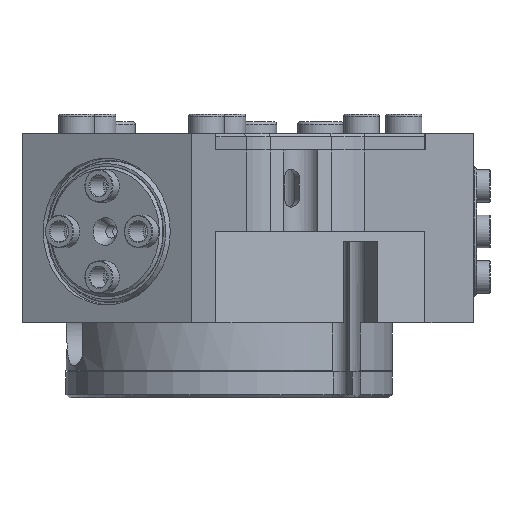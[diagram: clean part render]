
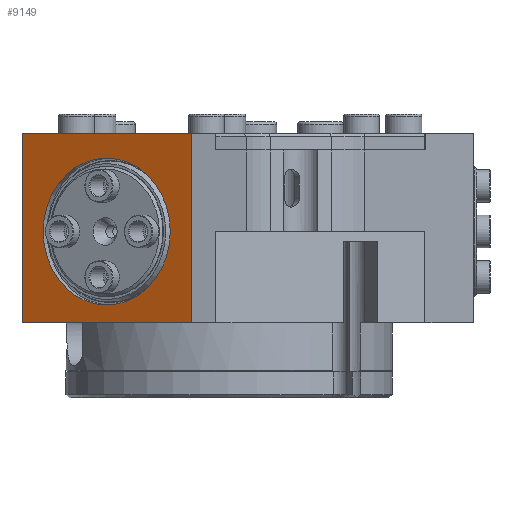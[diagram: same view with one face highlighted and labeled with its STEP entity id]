
A CAD part, front view. The second image highlights one B-rep face of the part: STEP entity #9149.
In plain terms, the highlighted planar face has unit normal (-0.5, -0.866, 0).
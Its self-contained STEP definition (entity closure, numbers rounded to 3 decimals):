
#618=FACE_BOUND('',#1838,.T.);
#826=PLANE('',#10019);
#1274=FACE_OUTER_BOUND('',#1837,.T.);
#1837=EDGE_LOOP('',(#7030,#7031,#7032,#7033));
#1838=EDGE_LOOP('',(#7034));
#2509=LINE('',#14104,#3188);
#2516=LINE('',#14117,#3195);
#2566=LINE('',#14259,#3245);
#2602=LINE('',#14444,#3281);
#3188=VECTOR('',#11218,10.);
#3195=VECTOR('',#11229,10.);
#3245=VECTOR('',#11343,10.);
#3281=VECTOR('',#11503,10.);
#3768=CIRCLE('',#9877,11.25);
#4276=VERTEX_POINT('',#13952);
#4331=VERTEX_POINT('',#14101);
#4332=VERTEX_POINT('',#14103);
#4336=VERTEX_POINT('',#14115);
#4390=VERTEX_POINT('',#14258);
#5199=EDGE_CURVE('',#4276,#4276,#3768,.T.);
#5271=EDGE_CURVE('',#4331,#4332,#2509,.T.);
#5278=EDGE_CURVE('',#4336,#4331,#2516,.T.);
#5346=EDGE_CURVE('',#4332,#4390,#2566,.T.);
#5425=EDGE_CURVE('',#4390,#4336,#2602,.T.);
#7030=ORIENTED_EDGE('',*,*,#5278,.F.);
#7031=ORIENTED_EDGE('',*,*,#5425,.F.);
#7032=ORIENTED_EDGE('',*,*,#5346,.F.);
#7033=ORIENTED_EDGE('',*,*,#5271,.F.);
#7034=ORIENTED_EDGE('',*,*,#5199,.T.);
#9149=ADVANCED_FACE('',(#1274,#618),#826,.T.);
#9877=AXIS2_PLACEMENT_3D('',#13954,#11078,#11079);
#10019=AXIS2_PLACEMENT_3D('',#14445,#11504,#11505);
#11078=DIRECTION('center_axis',(0.5,0.866,0.));
#11079=DIRECTION('ref_axis',(0.,0.,1.));
#11218=DIRECTION('',(0.,0.,-1.));
#11229=DIRECTION('',(0.866,-0.5,0.));
#11343=DIRECTION('',(-0.866,0.5,0.));
#11503=DIRECTION('',(0.,0.,1.));
#11504=DIRECTION('center_axis',(-0.5,-0.866,0.));
#11505=DIRECTION('ref_axis',(0.,0.,-1.));
#13952=CARTESIAN_POINT('',(-18.75,-32.476,10.25));
#13954=CARTESIAN_POINT('Origin',(-18.75,-32.476,21.5));
#14101=CARTESIAN_POINT('',(-5.76,-39.976,36.5));
#14103=CARTESIAN_POINT('',(-5.76,-39.976,7.5));
#14104=CARTESIAN_POINT('',(-5.76,-39.976,36.5));
#14115=CARTESIAN_POINT('',(-31.74,-24.976,36.5));
#14117=CARTESIAN_POINT('',(-31.74,-24.976,36.5));
#14258=CARTESIAN_POINT('',(-31.74,-24.976,7.5));
#14259=CARTESIAN_POINT('',(-5.76,-39.976,7.5));
#14444=CARTESIAN_POINT('',(-31.74,-24.976,7.5));
#14445=CARTESIAN_POINT('Origin',(-18.75,-32.476,22.));
